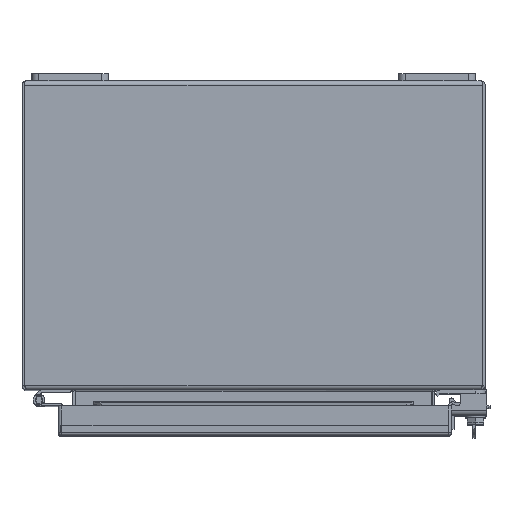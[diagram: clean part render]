
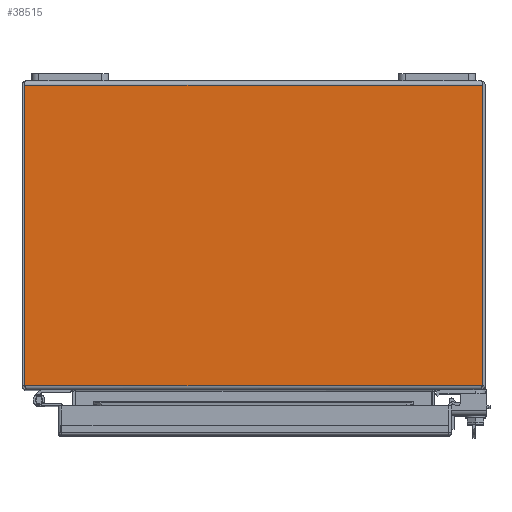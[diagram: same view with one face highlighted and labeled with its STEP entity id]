
A CAD part, top view. The second image highlights one B-rep face of the part: STEP entity #38515.
In plain terms, the highlighted planar face has unit normal (0, 0, 1).
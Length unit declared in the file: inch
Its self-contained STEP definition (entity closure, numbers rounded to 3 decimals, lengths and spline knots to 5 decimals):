
#100 = VECTOR ( 'NONE', #15137, 39.37008 ) ;
#4045 = LINE ( 'NONE', #30028, #100 ) ;
#7188 = DIRECTION ( 'NONE',  ( 0., -1., 0. ) ) ;
#8120 = ORIENTED_EDGE ( 'NONE', *, *, #16605, .T. ) ;
#8784 = EDGE_CURVE ( 'NONE', #20940, #34269, #42863, .T. ) ;
#8855 = PLANE ( 'NONE',  #45884 ) ;
#8920 = EDGE_CURVE ( 'NONE', #20940, #14313, #11174, .T. ) ;
#10941 = DIRECTION ( 'NONE',  ( 0., -1., 0. ) ) ;
#11174 = LINE ( 'NONE', #36909, #19187 ) ;
#12724 = VERTEX_POINT ( 'NONE', #20140 ) ;
#12881 = ORIENTED_EDGE ( 'NONE', *, *, #8784, .F. ) ;
#13575 = CARTESIAN_POINT ( 'NONE',  ( 5.892, -0.06248, 8. ) ) ;
#13600 = EDGE_LOOP ( 'NONE', ( #40135, #8120, #29400, #12881 ) ) ;
#14313 = VERTEX_POINT ( 'NONE', #45820 ) ;
#14753 = CARTESIAN_POINT ( 'NONE',  ( -5.92792, 39.37008, 8. ) ) ;
#15137 = DIRECTION ( 'NONE',  ( 1., 0., 0. ) ) ;
#15947 = FACE_OUTER_BOUND ( 'NONE', #13600, .T. ) ;
#16605 = EDGE_CURVE ( 'NONE', #14313, #12724, #25191, .T. ) ;
#19187 = VECTOR ( 'NONE', #40943, 39.37008 ) ;
#20140 = CARTESIAN_POINT ( 'NONE',  ( -5.92792, -7.892, 8. ) ) ;
#20940 = VERTEX_POINT ( 'NONE', #24445 ) ;
#24445 = CARTESIAN_POINT ( 'NONE',  ( 5.92792, -0.108, 8. ) ) ;
#24815 = CARTESIAN_POINT ( 'NONE',  ( 5.92792, -7.892, 8. ) ) ;
#25191 = LINE ( 'NONE', #14753, #46673 ) ;
#27447 = VECTOR ( 'NONE', #10941, 39.37008 ) ;
#29400 = ORIENTED_EDGE ( 'NONE', *, *, #40863, .T. ) ;
#30028 = CARTESIAN_POINT ( 'NONE',  ( 5.892, -7.892, 8. ) ) ;
#34269 = VERTEX_POINT ( 'NONE', #24815 ) ;
#35329 = DIRECTION ( 'NONE',  ( 0., -1., 0. ) ) ;
#36221 = CARTESIAN_POINT ( 'NONE',  ( 5.92792, 39.37008, 8. ) ) ;
#36909 = CARTESIAN_POINT ( 'NONE',  ( 5.892, -0.108, 8. ) ) ;
#38515 = ADVANCED_FACE ( 'NONE', ( #15947 ), #8855, .T. ) ;
#40135 = ORIENTED_EDGE ( 'NONE', *, *, #8920, .T. ) ;
#40863 = EDGE_CURVE ( 'NONE', #12724, #34269, #4045, .T. ) ;
#40943 = DIRECTION ( 'NONE',  ( -1., 0., 0. ) ) ;
#42195 = DIRECTION ( 'NONE',  ( 0., 0., 1. ) ) ;
#42863 = LINE ( 'NONE', #36221, #27447 ) ;
#45820 = CARTESIAN_POINT ( 'NONE',  ( -5.92792, -0.108, 8. ) ) ;
#45884 = AXIS2_PLACEMENT_3D ( 'NONE', #13575, #42195, #35329 ) ;
#46673 = VECTOR ( 'NONE', #7188, 39.37008 ) ;
